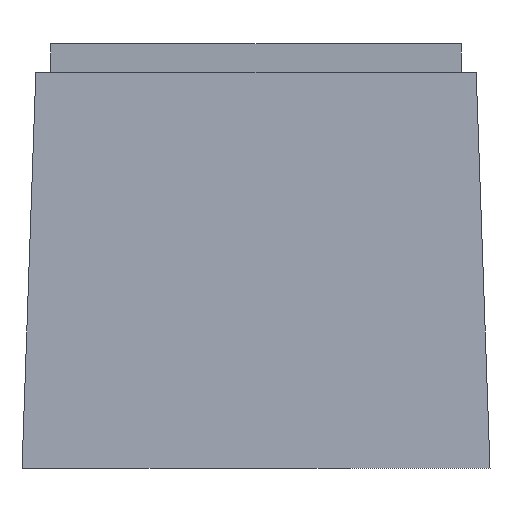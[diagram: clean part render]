
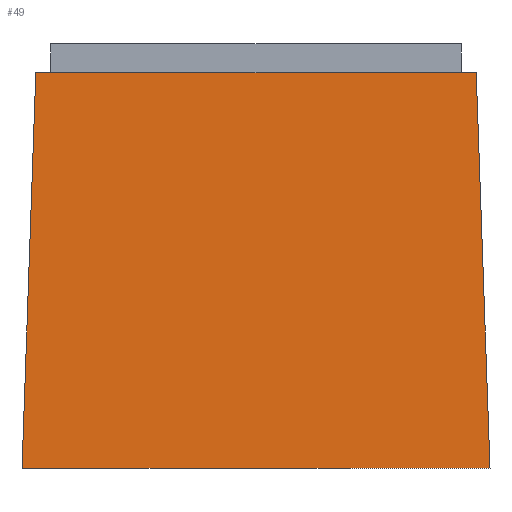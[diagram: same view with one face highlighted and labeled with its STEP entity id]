
A CAD part, left-side view. The second image highlights one B-rep face of the part: STEP entity #49.
In plain terms, the highlighted planar face has unit normal (-0.999, 0, 0.035).
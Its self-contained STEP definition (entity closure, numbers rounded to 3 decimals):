
#38=FACE_OUTER_BOUND('',#85,.T.);
#49=ADVANCED_FACE('',(#38),#61,.T.);
#61=PLANE('',#245);
#85=EDGE_LOOP('',(#122,#123,#124,#125));
#122=ORIENTED_EDGE('',*,*,#185,.T.);
#123=ORIENTED_EDGE('',*,*,#186,.F.);
#124=ORIENTED_EDGE('',*,*,#171,.T.);
#125=ORIENTED_EDGE('',*,*,#187,.F.);
#151=VERTEX_POINT('',#321);
#153=VERTEX_POINT('',#325);
#160=VERTEX_POINT('',#349);
#161=VERTEX_POINT('',#351);
#171=EDGE_CURVE('',#151,#153,#195,.T.);
#185=EDGE_CURVE('',#160,#161,#209,.T.);
#186=EDGE_CURVE('',#151,#161,#210,.T.);
#187=EDGE_CURVE('',#160,#153,#211,.T.);
#195=LINE('',#326,#219);
#209=LINE('',#352,#233);
#210=LINE('',#354,#234);
#211=LINE('',#355,#235);
#219=VECTOR('',#266,1.);
#233=VECTOR('',#288,1.);
#234=VECTOR('',#291,1.);
#235=VECTOR('',#292,1.);
#245=AXIS2_PLACEMENT_3D('',#356,#293,#294);
#266=DIRECTION('',(0.,-1.,0.));
#288=DIRECTION('',(0.,1.,0.));
#291=DIRECTION('',(0.035,-0.035,0.999));
#292=DIRECTION('',(-0.035,-0.035,-0.999));
#293=DIRECTION('',(-0.999,0.,0.035));
#294=DIRECTION('',(-0.035,0.,-0.999));
#321=CARTESIAN_POINT('',(-9.757,9.757,-0.2));
#325=CARTESIAN_POINT('',(-9.757,-9.757,-0.2));
#326=CARTESIAN_POINT('',(-9.757,11.,-0.2));
#349=CARTESIAN_POINT('',(-9.181,-9.181,16.3));
#351=CARTESIAN_POINT('',(-9.181,9.181,16.3));
#352=CARTESIAN_POINT('',(-9.181,11.,16.3));
#354=CARTESIAN_POINT('',(-9.634,9.634,3.32));
#355=CARTESIAN_POINT('',(-9.336,-9.336,11.87));
#356=CARTESIAN_POINT('',(-9.361,11.,11.153));
